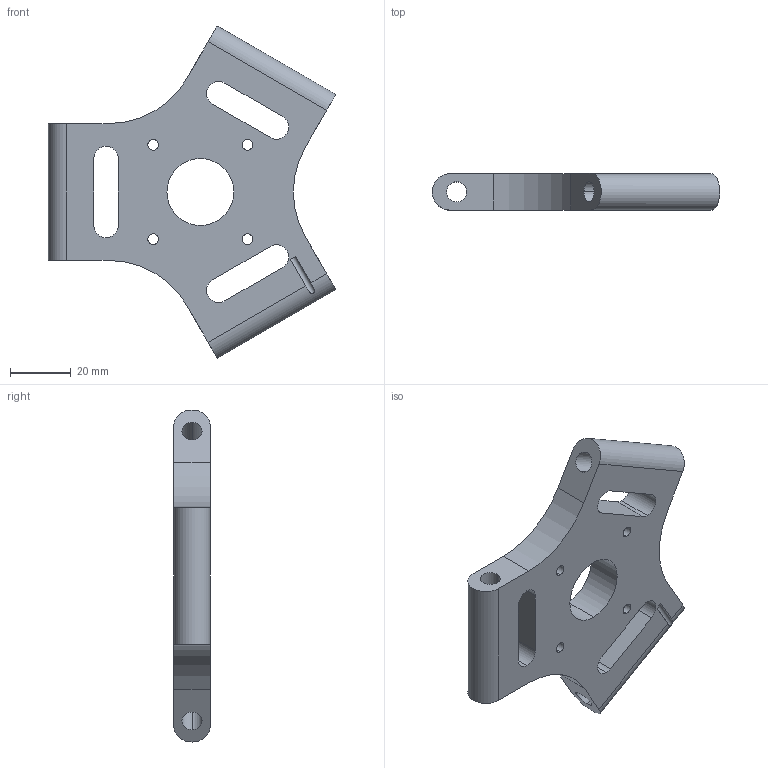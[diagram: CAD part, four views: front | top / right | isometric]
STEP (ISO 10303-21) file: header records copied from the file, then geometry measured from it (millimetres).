
FILE_DESCRIPTION (( 'STEP AP203' ), '1' );
FILE_NAME ('ETY-DR-0009_Default_sldprt.STEP', '2021-04-17T06:21:39', ( '' ), ( '' ), 'SwSTEP 2.0', 'SolidWorks 2013', '' );
FILE_SCHEMA (( 'CONFIG_CONTROL_DESIGN' ));
Length unit declared in the file: millimetre
Products named in the file (1): ETY-DR-0009_Default_sldprt
Bounding box: 94.49 x 12 x 109.1 mm (x, y, z)
Volume: 52199 mm3; surface area: 19685.8 mm2
Topology: 1 solids, 1 shells, 47 faces, 135 edges, 90 vertices
Faces by surface type: cylinder 32, plane 15
Entity records: 1722 total; most frequent: CARTESIAN_POINT 304, DIRECTION 293, ORIENTED_EDGE 270, EDGE_CURVE 135, AXIS2_PLACEMENT_3D 111, VERTEX_POINT 90, VECTOR 71, LINE 71
